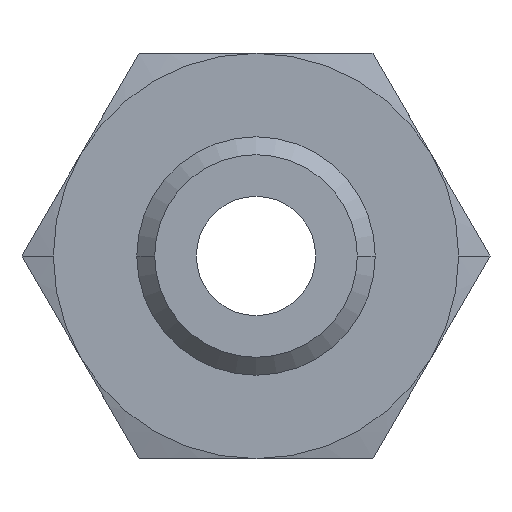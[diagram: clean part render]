
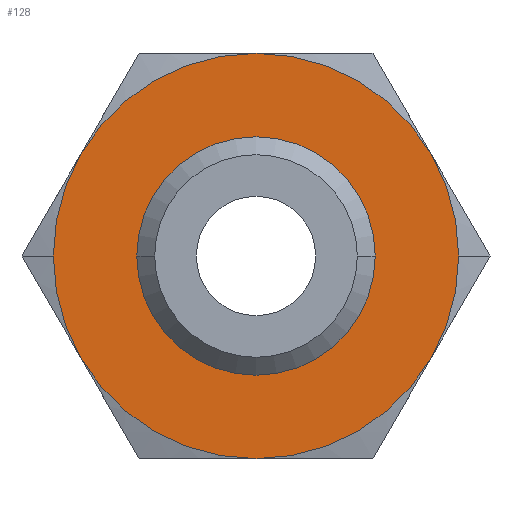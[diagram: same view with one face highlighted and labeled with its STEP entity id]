
A CAD part, front view. The second image highlights one B-rep face of the part: STEP entity #128.
In plain terms, the highlighted planar face has unit normal (0, -1, 0).
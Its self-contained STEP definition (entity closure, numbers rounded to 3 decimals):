
#128=ADVANCED_FACE('',(#254,#255),#256,.T.);
#254=FACE_BOUND('',#373,.T.);
#255=FACE_OUTER_BOUND('',#374,.T.);
#256=PLANE('',#375);
#373=EDGE_LOOP('',(#655,#656));
#374=EDGE_LOOP('',(#657,#658,#659,#660,#661,#662,#663,#664));
#375=AXIS2_PLACEMENT_3D('',#665,#666,#667);
#655=ORIENTED_EDGE('',*,*,#785,.F.);
#656=ORIENTED_EDGE('',*,*,#692,.F.);
#657=ORIENTED_EDGE('',*,*,#768,.T.);
#658=ORIENTED_EDGE('',*,*,#699,.T.);
#659=ORIENTED_EDGE('',*,*,#778,.T.);
#660=ORIENTED_EDGE('',*,*,#776,.T.);
#661=ORIENTED_EDGE('',*,*,#774,.T.);
#662=ORIENTED_EDGE('',*,*,#679,.T.);
#663=ORIENTED_EDGE('',*,*,#772,.T.);
#664=ORIENTED_EDGE('',*,*,#770,.T.);
#665=CARTESIAN_POINT('',(4.907,0.,8.5));
#666=DIRECTION('',(-0.0,-1.0,0.));
#667=DIRECTION('',(-1.0,0.0,0.0));
#679=EDGE_CURVE('',#790,#792,#794,.T.);
#692=EDGE_CURVE('',#815,#817,#818,.T.);
#699=EDGE_CURVE('',#827,#828,#829,.T.);
#768=EDGE_CURVE('',#890,#827,#924,.T.);
#770=EDGE_CURVE('',#897,#890,#926,.T.);
#772=EDGE_CURVE('',#792,#897,#928,.T.);
#774=EDGE_CURVE('',#866,#790,#930,.T.);
#776=EDGE_CURVE('',#874,#866,#932,.T.);
#778=EDGE_CURVE('',#828,#874,#934,.T.);
#785=EDGE_CURVE('',#817,#815,#941,.T.);
#790=VERTEX_POINT('',#946);
#792=VERTEX_POINT('',#949);
#794=CIRCLE('',#954,8.5);
#815=VERTEX_POINT('',#981);
#817=VERTEX_POINT('',#984);
#818=CIRCLE('',#985,5.0);
#827=VERTEX_POINT('',#997);
#828=VERTEX_POINT('',#998);
#829=CIRCLE('',#999,8.5);
#866=VERTEX_POINT('',#1059);
#874=VERTEX_POINT('',#1077);
#890=VERTEX_POINT('',#1120);
#897=VERTEX_POINT('',#1137);
#924=CIRCLE('',#1180,8.5);
#926=CIRCLE('',#1182,8.5);
#928=CIRCLE('',#1184,8.5);
#930=CIRCLE('',#1186,8.5);
#932=CIRCLE('',#1188,8.5);
#934=CIRCLE('',#1190,8.5);
#941=CIRCLE('',#1197,5.0);
#946=CARTESIAN_POINT('',(8.5,0.,0.));
#949=CARTESIAN_POINT('',(7.361,0.,4.25));
#954=AXIS2_PLACEMENT_3D('',#1201,#1202,#1203);
#981=CARTESIAN_POINT('',(-5.0,0.,0.));
#984=CARTESIAN_POINT('',(5.0,0.0,0.0));
#985=AXIS2_PLACEMENT_3D('',#1220,#1221,#1222);
#997=CARTESIAN_POINT('',(-8.5,0.0,0.0));
#998=CARTESIAN_POINT('',(-7.361,0.,-4.25));
#999=AXIS2_PLACEMENT_3D('',#1229,#1230,#1231);
#1059=CARTESIAN_POINT('',(7.361,0.,-4.25));
#1077=CARTESIAN_POINT('',(0.,0.,-8.5));
#1120=CARTESIAN_POINT('',(-7.361,0.,4.25));
#1137=CARTESIAN_POINT('',(0.,0.,8.5));
#1180=AXIS2_PLACEMENT_3D('',#1286,#1287,#1288);
#1182=AXIS2_PLACEMENT_3D('',#1289,#1290,#1291);
#1184=AXIS2_PLACEMENT_3D('',#1292,#1293,#1294);
#1186=AXIS2_PLACEMENT_3D('',#1295,#1296,#1297);
#1188=AXIS2_PLACEMENT_3D('',#1298,#1299,#1300);
#1190=AXIS2_PLACEMENT_3D('',#1301,#1302,#1303);
#1197=AXIS2_PLACEMENT_3D('',#1313,#1314,#1315);
#1201=CARTESIAN_POINT('',(0.0,0.0,0.0));
#1202=DIRECTION('',(-0.0,-1.0,0.));
#1203=DIRECTION('',(-1.0,0.0,0.0));
#1220=CARTESIAN_POINT('',(0.0,0.0,0.0));
#1221=DIRECTION('',(-0.0,-1.0,0.));
#1222=DIRECTION('',(-1.0,0.0,0.0));
#1229=CARTESIAN_POINT('',(0.0,0.0,0.0));
#1230=DIRECTION('',(-0.0,-1.0,0.));
#1231=DIRECTION('',(-1.0,0.0,0.0));
#1286=CARTESIAN_POINT('',(0.0,0.0,0.0));
#1287=DIRECTION('',(-0.0,-1.0,0.));
#1288=DIRECTION('',(-1.0,0.0,0.0));
#1289=CARTESIAN_POINT('',(0.0,0.0,0.0));
#1290=DIRECTION('',(-0.0,-1.0,0.));
#1291=DIRECTION('',(-1.0,0.0,0.0));
#1292=CARTESIAN_POINT('',(0.0,0.0,0.0));
#1293=DIRECTION('',(-0.0,-1.0,0.));
#1294=DIRECTION('',(-1.0,0.0,0.0));
#1295=CARTESIAN_POINT('',(0.0,0.0,0.0));
#1296=DIRECTION('',(-0.0,-1.0,0.));
#1297=DIRECTION('',(-1.0,0.0,0.0));
#1298=CARTESIAN_POINT('',(0.0,0.0,0.0));
#1299=DIRECTION('',(-0.0,-1.0,0.));
#1300=DIRECTION('',(-1.0,0.0,0.0));
#1301=CARTESIAN_POINT('',(0.0,0.0,0.0));
#1302=DIRECTION('',(-0.0,-1.0,0.));
#1303=DIRECTION('',(-1.0,0.0,0.0));
#1313=CARTESIAN_POINT('',(0.0,0.0,0.0));
#1314=DIRECTION('',(-0.0,-1.0,0.));
#1315=DIRECTION('',(-1.0,0.0,0.0));
